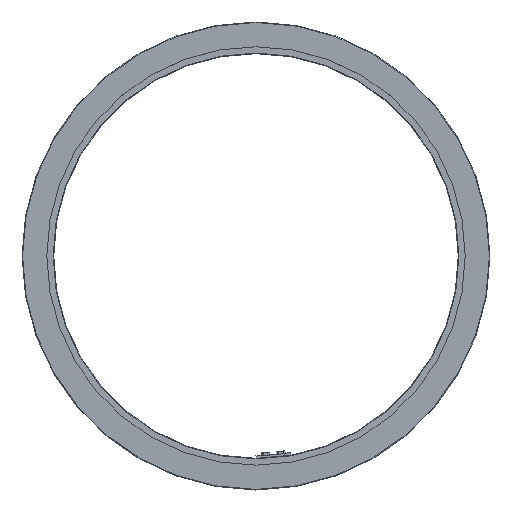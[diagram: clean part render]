
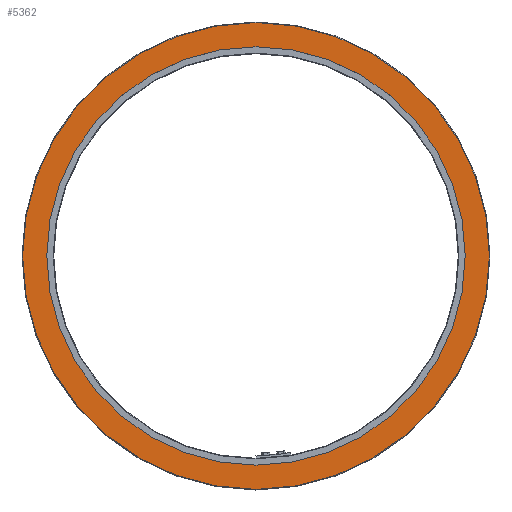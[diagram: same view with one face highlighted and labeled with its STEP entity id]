
A CAD part, top view. The second image highlights one B-rep face of the part: STEP entity #5362.
In plain terms, the highlighted planar face has unit normal (0, 0, 1).
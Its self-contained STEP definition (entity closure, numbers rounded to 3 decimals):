
#140 = DIRECTION ( 'NONE',  ( -1., 0., 0. ) ) ;
#349 = CIRCLE ( 'NONE', #2747, 380. ) ;
#387 = DIRECTION ( 'NONE',  ( 0., 0., 1. ) ) ;
#407 = CIRCLE ( 'NONE', #2697, 424. ) ;
#411 = EDGE_CURVE ( 'NONE', #5130, #1302, #1106, .T. ) ;
#425 = ORIENTED_EDGE ( 'NONE', *, *, #411, .F. ) ;
#503 = VERTEX_POINT ( 'NONE', #2421 ) ;
#551 = PLANE ( 'NONE',  #1393 ) ;
#1106 = CIRCLE ( 'NONE', #4879, 380. ) ;
#1197 = VERTEX_POINT ( 'NONE', #3378 ) ;
#1302 = VERTEX_POINT ( 'NONE', #1479 ) ;
#1393 = AXIS2_PLACEMENT_3D ( 'NONE', #1852, #2721, #140 ) ;
#1422 = DIRECTION ( 'NONE',  ( 0., 0., 1. ) ) ;
#1472 = DIRECTION ( 'NONE',  ( 0., 0., 1. ) ) ;
#1479 = CARTESIAN_POINT ( 'NONE',  ( -380., 0., 32.5 ) ) ;
#1719 = CARTESIAN_POINT ( 'NONE',  ( 0., 0., 32.5 ) ) ;
#1742 = EDGE_CURVE ( 'NONE', #1302, #5130, #349, .T. ) ;
#1852 = CARTESIAN_POINT ( 'NONE',  ( -380., 0., 32.5 ) ) ;
#2153 = FACE_BOUND ( 'NONE', #3923, .T. ) ;
#2159 = DIRECTION ( 'NONE',  ( 1., 0., 0. ) ) ;
#2333 = ORIENTED_EDGE ( 'NONE', *, *, #3477, .T. ) ;
#2421 = CARTESIAN_POINT ( 'NONE',  ( -424., 0., 32.5 ) ) ;
#2697 = AXIS2_PLACEMENT_3D ( 'NONE', #3991, #1422, #4423 ) ;
#2721 = DIRECTION ( 'NONE',  ( 0., 0., -1. ) ) ;
#2747 = AXIS2_PLACEMENT_3D ( 'NONE', #1719, #4710, #2159 ) ;
#2761 = EDGE_CURVE ( 'NONE', #1197, #503, #407, .T. ) ;
#2975 = DIRECTION ( 'NONE',  ( 1., 0., 0. ) ) ;
#3378 = CARTESIAN_POINT ( 'NONE',  ( 424., 0., 32.5 ) ) ;
#3398 = CARTESIAN_POINT ( 'NONE',  ( 0., 0., 32.5 ) ) ;
#3477 = EDGE_CURVE ( 'NONE', #503, #1197, #3882, .T. ) ;
#3882 = CIRCLE ( 'NONE', #4486, 424. ) ;
#3923 = EDGE_LOOP ( 'NONE', ( #425, #5193 ) ) ;
#3991 = CARTESIAN_POINT ( 'NONE',  ( 0., 0., 32.5 ) ) ;
#4041 = CARTESIAN_POINT ( 'NONE',  ( 0., 0., 32.5 ) ) ;
#4373 = CARTESIAN_POINT ( 'NONE',  ( 380., 0., 32.5 ) ) ;
#4409 = EDGE_LOOP ( 'NONE', ( #2333, #5051 ) ) ;
#4423 = DIRECTION ( 'NONE',  ( -1., 0., 0. ) ) ;
#4424 = FACE_OUTER_BOUND ( 'NONE', #4409, .T. ) ;
#4469 = DIRECTION ( 'NONE',  ( -1., 0., 0. ) ) ;
#4486 = AXIS2_PLACEMENT_3D ( 'NONE', #4041, #1472, #4469 ) ;
#4710 = DIRECTION ( 'NONE',  ( 0., 0., 1. ) ) ;
#4879 = AXIS2_PLACEMENT_3D ( 'NONE', #3398, #387, #2975 ) ;
#5051 = ORIENTED_EDGE ( 'NONE', *, *, #2761, .T. ) ;
#5130 = VERTEX_POINT ( 'NONE', #4373 ) ;
#5193 = ORIENTED_EDGE ( 'NONE', *, *, #1742, .F. ) ;
#5362 = ADVANCED_FACE ( 'NONE', ( #4424, #2153 ), #551, .F. ) ;
